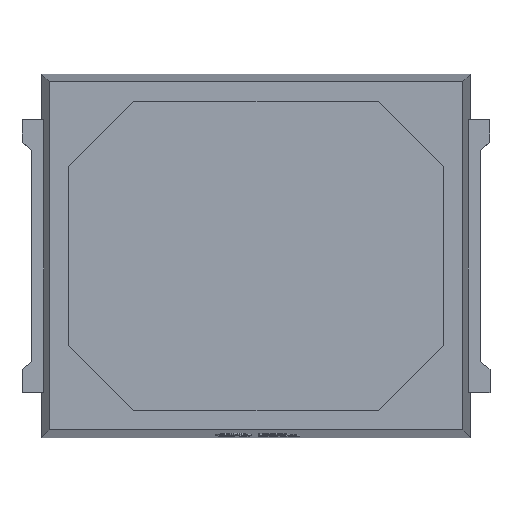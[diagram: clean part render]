
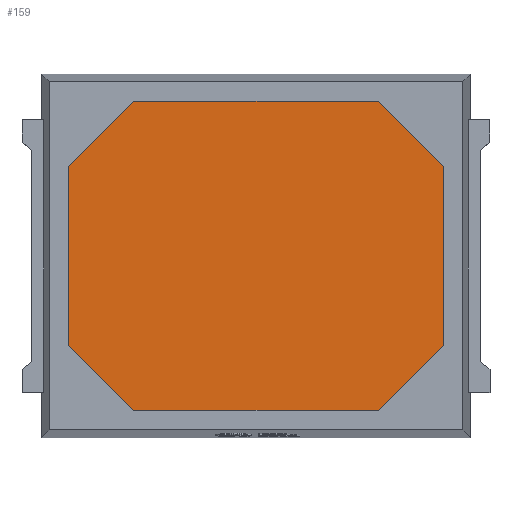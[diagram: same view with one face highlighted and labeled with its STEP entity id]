
A CAD part, top view. The second image highlights one B-rep face of the part: STEP entity #159.
In plain terms, the highlighted planar face has unit normal (0, 0, 1).
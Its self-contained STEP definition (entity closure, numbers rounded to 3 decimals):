
#159 = ADVANCED_FACE ( 'NONE', ( #8308 ), #7264, .T. ) ;
#387 = VERTEX_POINT ( 'NONE', #3716 ) ;
#650 = VERTEX_POINT ( 'NONE', #10489 ) ;
#895 = CARTESIAN_POINT ( 'NONE',  ( 0., -1.189, 0.7 ) ) ;
#1044 = DIRECTION ( 'NONE',  ( 0., 1., 0. ) ) ;
#1164 = CARTESIAN_POINT ( 'NONE',  ( 1.064, -1.064, 0.7 ) ) ;
#1243 = LINE ( 'NONE', #2687, #3476 ) ;
#1635 = AXIS2_PLACEMENT_3D ( 'NONE', #6070, #2497, #8545 ) ;
#2197 = EDGE_CURVE ( 'NONE', #14679, #9448, #9291, .T. ) ;
#2497 = DIRECTION ( 'NONE',  ( 0., 0., 1. ) ) ;
#2518 = EDGE_LOOP ( 'NONE', ( #13624, #12892, #7501, #10359, #14904, #11491, #13769, #8920 ) ) ;
#2687 = CARTESIAN_POINT ( 'NONE',  ( 1.064, 1.064, 0.7 ) ) ;
#2761 = CARTESIAN_POINT ( 'NONE',  ( 1.439, -0.689, 0.7 ) ) ;
#2948 = CARTESIAN_POINT ( 'NONE',  ( 1.439, 0., 0.7 ) ) ;
#3106 = DIRECTION ( 'NONE',  ( 0., -1., 0. ) ) ;
#3217 = CARTESIAN_POINT ( 'NONE',  ( 1.439, 0.689, 0.7 ) ) ;
#3429 = DIRECTION ( 'NONE',  ( -0.707, -0.707, 0. ) ) ;
#3454 = LINE ( 'NONE', #5984, #7892 ) ;
#3476 = VECTOR ( 'NONE', #15718, 1000. ) ;
#3716 = CARTESIAN_POINT ( 'NONE',  ( 0.939, -1.189, 0.7 ) ) ;
#3785 = CARTESIAN_POINT ( 'NONE',  ( -1.064, -1.064, 0.7 ) ) ;
#3998 = CARTESIAN_POINT ( 'NONE',  ( -1.439, -0.689, 0.7 ) ) ;
#4228 = LINE ( 'NONE', #2948, #11939 ) ;
#4454 = CARTESIAN_POINT ( 'NONE',  ( -1.439, 0.689, 0.7 ) ) ;
#4521 = CARTESIAN_POINT ( 'NONE',  ( -1.064, 1.064, 0.7 ) ) ;
#4663 = VECTOR ( 'NONE', #3429, 1000. ) ;
#4693 = VECTOR ( 'NONE', #7940, 1000. ) ;
#4775 = EDGE_CURVE ( 'NONE', #12850, #15417, #7219, .T. ) ;
#5017 = LINE ( 'NONE', #8902, #15153 ) ;
#5347 = EDGE_CURVE ( 'NONE', #7348, #387, #10627, .T. ) ;
#5984 = CARTESIAN_POINT ( 'NONE',  ( -1.439, 0., 0.7 ) ) ;
#6070 = CARTESIAN_POINT ( 'NONE',  ( 0., 0., 0.7 ) ) ;
#7219 = LINE ( 'NONE', #3785, #7362 ) ;
#7264 = PLANE ( 'NONE',  #1635 ) ;
#7348 = VERTEX_POINT ( 'NONE', #2761 ) ;
#7362 = VECTOR ( 'NONE', #12081, 1000. ) ;
#7501 = ORIENTED_EDGE ( 'NONE', *, *, #4775, .F. ) ;
#7892 = VECTOR ( 'NONE', #1044, 1000. ) ;
#7940 = DIRECTION ( 'NONE',  ( 0.707, 0.707, 0. ) ) ;
#8068 = CARTESIAN_POINT ( 'NONE',  ( -0.939, -1.189, 0.7 ) ) ;
#8308 = FACE_OUTER_BOUND ( 'NONE', #2518, .T. ) ;
#8545 = DIRECTION ( 'NONE',  ( 1., 0., 0. ) ) ;
#8902 = CARTESIAN_POINT ( 'NONE',  ( 0., 1.189, 0.7 ) ) ;
#8920 = ORIENTED_EDGE ( 'NONE', *, *, #10022, .F. ) ;
#9291 = LINE ( 'NONE', #4521, #4693 ) ;
#9448 = VERTEX_POINT ( 'NONE', #15243 ) ;
#10022 = EDGE_CURVE ( 'NONE', #9448, #650, #5017, .T. ) ;
#10359 = ORIENTED_EDGE ( 'NONE', *, *, #14077, .F. ) ;
#10489 = CARTESIAN_POINT ( 'NONE',  ( 0.939, 1.189, 0.7 ) ) ;
#10627 = LINE ( 'NONE', #1164, #4663 ) ;
#11248 = VERTEX_POINT ( 'NONE', #3217 ) ;
#11491 = ORIENTED_EDGE ( 'NONE', *, *, #12455, .F. ) ;
#11598 = LINE ( 'NONE', #895, #14467 ) ;
#11939 = VECTOR ( 'NONE', #3106, 1000. ) ;
#12054 = EDGE_CURVE ( 'NONE', #15417, #14679, #3454, .T. ) ;
#12081 = DIRECTION ( 'NONE',  ( -0.707, 0.707, 0. ) ) ;
#12455 = EDGE_CURVE ( 'NONE', #11248, #7348, #4228, .T. ) ;
#12850 = VERTEX_POINT ( 'NONE', #8068 ) ;
#12892 = ORIENTED_EDGE ( 'NONE', *, *, #12054, .F. ) ;
#13624 = ORIENTED_EDGE ( 'NONE', *, *, #2197, .F. ) ;
#13769 = ORIENTED_EDGE ( 'NONE', *, *, #14716, .F. ) ;
#13805 = DIRECTION ( 'NONE',  ( 1., 0., 0. ) ) ;
#14077 = EDGE_CURVE ( 'NONE', #387, #12850, #11598, .T. ) ;
#14467 = VECTOR ( 'NONE', #15450, 1000. ) ;
#14679 = VERTEX_POINT ( 'NONE', #4454 ) ;
#14716 = EDGE_CURVE ( 'NONE', #650, #11248, #1243, .T. ) ;
#14904 = ORIENTED_EDGE ( 'NONE', *, *, #5347, .F. ) ;
#15153 = VECTOR ( 'NONE', #13805, 1000. ) ;
#15243 = CARTESIAN_POINT ( 'NONE',  ( -0.939, 1.189, 0.7 ) ) ;
#15417 = VERTEX_POINT ( 'NONE', #3998 ) ;
#15450 = DIRECTION ( 'NONE',  ( -1., 0., 0. ) ) ;
#15718 = DIRECTION ( 'NONE',  ( 0.707, -0.707, 0. ) ) ;
